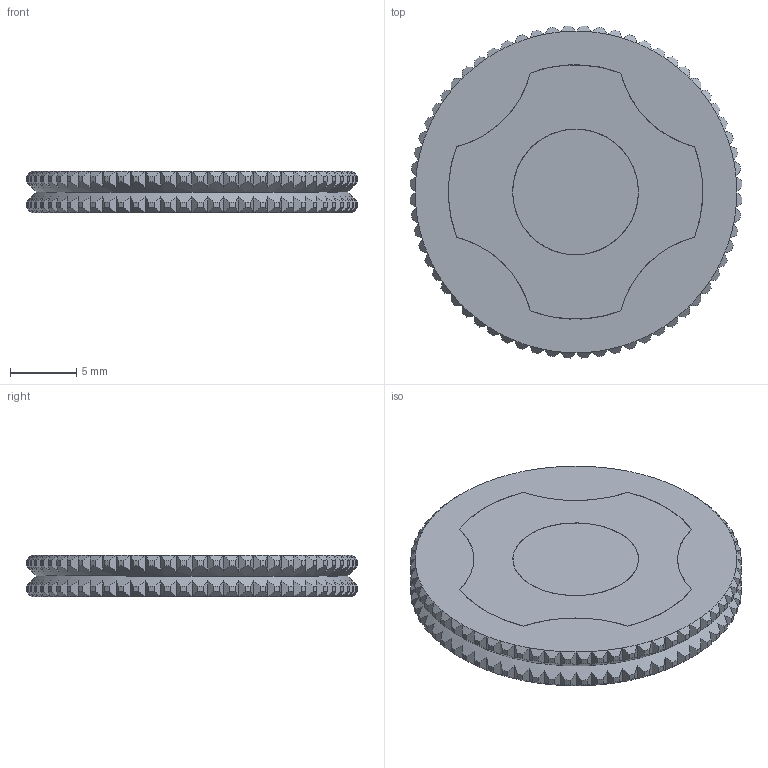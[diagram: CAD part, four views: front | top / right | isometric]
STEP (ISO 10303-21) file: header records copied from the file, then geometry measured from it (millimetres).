
FILE_DESCRIPTION(('FreeCAD Model'),'2;1');
FILE_NAME('Open CASCADE Shape Model','2023-11-01T01:29:49',(''),(''), 'Open CASCADE STEP processor 7.6','FreeCAD','Unknown');
FILE_SCHEMA(('AUTOMOTIVE_DESIGN { 1 0 10303 214 1 1 1 1 }'));
Length unit declared in the file: millimetre
Products named in the file (4): Sign Token Coin QR BU02.00x00.25 - SPN-SGN-0028 (stemfie.org); STEMFIE Logo; QR; Body
Assembly tree (3 placements, depth 2):
  Sign Token Coin QR BU02.00x00.25 - SPN-SGN-0028 (stemfie.org)
    STEMFIE Logo
    QR
    Body
Bounding box: 24.99 x 24.99 x 3.13 mm (x, y, z)
Volume: 1463.4 mm3; surface area: 2242.2 mm2
Topology: 45 solids, 45 shells, 2808 faces, 7003 edges, 4331 vertices
Faces by surface type: extrusion 1846, plane 581, cone 130, cylinder 128, bspline 123
Entity records: 180347 total; most frequent: CARTESIAN_POINT 49818, DIRECTION 17052, ORIENTED_EDGE 14120, PCURVE 14006, DEFINITIONAL_REPRESENTATION 14006, VECTOR 13444, LINE 11598, B_SPLINE_CURVE_WITH_KNOTS 9720
